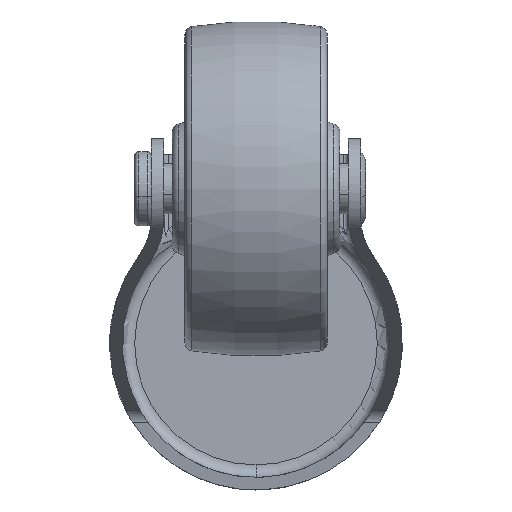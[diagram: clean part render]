
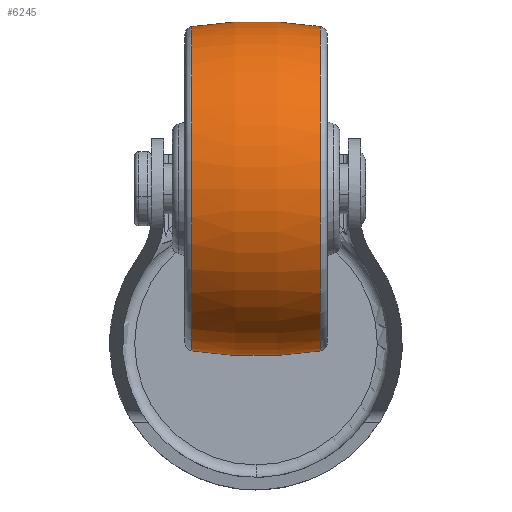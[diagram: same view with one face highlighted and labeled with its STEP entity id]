
A CAD part, front view. The second image highlights one B-rep face of the part: STEP entity #6245.
In plain terms, the highlighted toroidal (fillet/blend) face has major radius 28.542 mm and minor radius 48.542 mm.
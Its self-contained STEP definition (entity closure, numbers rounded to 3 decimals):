
#278 = DIRECTION ( 'NONE',  ( 0., 0., 1. ) ) ;
#301 = AXIS2_PLACEMENT_3D ( 'NONE', #5247, #5373, #1959 ) ;
#741 = EDGE_CURVE ( 'NONE', #5527, #6211, #7550, .T. ) ;
#1338 = EDGE_CURVE ( 'NONE', #5726, #5527, #6128, .T. ) ;
#1883 = AXIS2_PLACEMENT_3D ( 'NONE', #2355, #8184, #7488 ) ;
#1959 = DIRECTION ( 'NONE',  ( 0., 0., 1. ) ) ;
#1983 = CARTESIAN_POINT ( 'NONE',  ( 7.658, 0., 19.392 ) ) ;
#2164 = CARTESIAN_POINT ( 'NONE',  ( 0., 0., 0. ) ) ;
#2302 = AXIS2_PLACEMENT_3D ( 'NONE', #2404, #2507, #8467 ) ;
#2355 = CARTESIAN_POINT ( 'NONE',  ( 0., 0., -28.542 ) ) ;
#2404 = CARTESIAN_POINT ( 'NONE',  ( 7.658, 0., 0. ) ) ;
#2507 = DIRECTION ( 'NONE',  ( -1., 0., 0. ) ) ;
#2542 = DIRECTION ( 'NONE',  ( 0., 0., 1. ) ) ;
#2584 = VERTEX_POINT ( 'NONE', #4640 ) ;
#3416 = ORIENTED_EDGE ( 'NONE', *, *, #741, .T. ) ;
#3518 = CARTESIAN_POINT ( 'NONE',  ( 7.658, 0., -19.392 ) ) ;
#3579 = DIRECTION ( 'NONE',  ( -1., 0., 0. ) ) ;
#3938 = CARTESIAN_POINT ( 'NONE',  ( 0., 0., 28.542 ) ) ;
#3950 = EDGE_CURVE ( 'NONE', #5726, #2584, #6304, .T. ) ;
#4519 = ORIENTED_EDGE ( 'NONE', *, *, #3950, .F. ) ;
#4640 = CARTESIAN_POINT ( 'NONE',  ( -7.658, 0., -19.392 ) ) ;
#4907 = CARTESIAN_POINT ( 'NONE',  ( -7.658, 0., 19.392 ) ) ;
#5165 = AXIS2_PLACEMENT_3D ( 'NONE', #3938, #6670, #2542 ) ;
#5247 = CARTESIAN_POINT ( 'NONE',  ( -7.658, 0., 0. ) ) ;
#5373 = DIRECTION ( 'NONE',  ( -1., 0., 0. ) ) ;
#5527 = VERTEX_POINT ( 'NONE', #1983 ) ;
#5678 = EDGE_LOOP ( 'NONE', ( #4519, #6754, #3416, #6329 ) ) ;
#5726 = VERTEX_POINT ( 'NONE', #3518 ) ;
#6128 = CIRCLE ( 'NONE', #2302, 19.392 ) ;
#6211 = VERTEX_POINT ( 'NONE', #4907 ) ;
#6245 = ADVANCED_FACE ( 'NONE', ( #7636 ), #8838, .T. ) ;
#6304 = CIRCLE ( 'NONE', #5165, 48.542 ) ;
#6329 = ORIENTED_EDGE ( 'NONE', *, *, #8060, .F. ) ;
#6428 = CIRCLE ( 'NONE', #301, 19.392 ) ;
#6670 = DIRECTION ( 'NONE',  ( 0., 1., 0. ) ) ;
#6754 = ORIENTED_EDGE ( 'NONE', *, *, #1338, .T. ) ;
#7488 = DIRECTION ( 'NONE',  ( 0., 0., -1. ) ) ;
#7550 = CIRCLE ( 'NONE', #1883, 48.542 ) ;
#7636 = FACE_OUTER_BOUND ( 'NONE', #5678, .T. ) ;
#7682 = AXIS2_PLACEMENT_3D ( 'NONE', #2164, #3579, #278 ) ;
#8060 = EDGE_CURVE ( 'NONE', #2584, #6211, #6428, .T. ) ;
#8184 = DIRECTION ( 'NONE',  ( 0., -1., 0. ) ) ;
#8467 = DIRECTION ( 'NONE',  ( 0., 0., 1. ) ) ;
#8838 = TOROIDAL_SURFACE ( 'NONE', #7682, -28.542, 48.542 ) ;
